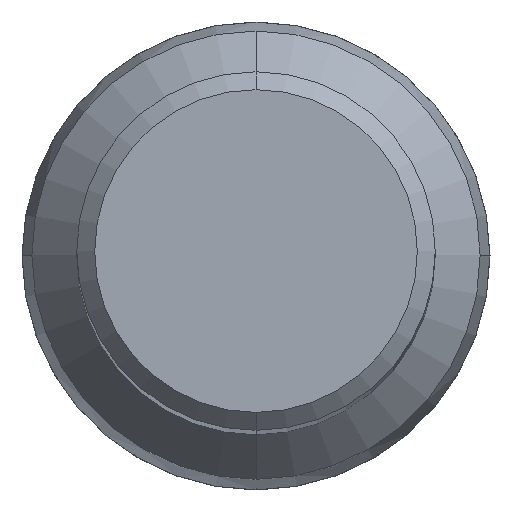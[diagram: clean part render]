
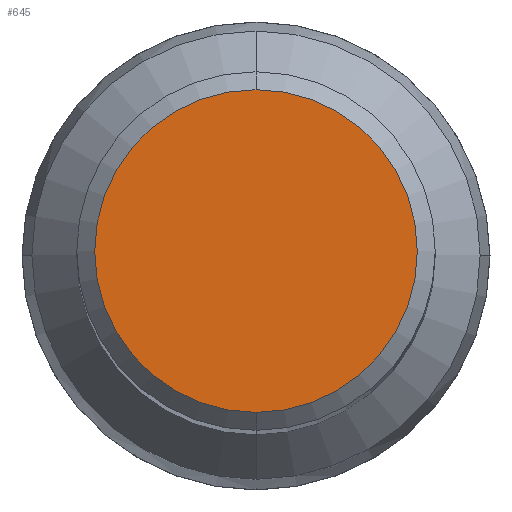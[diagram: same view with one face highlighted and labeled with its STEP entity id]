
A CAD part, top view. The second image highlights one B-rep face of the part: STEP entity #645.
In plain terms, the highlighted planar face has unit normal (0, 0, 1).
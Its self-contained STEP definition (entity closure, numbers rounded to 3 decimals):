
#281=VERTEX_POINT('',#779);
#427=VERTEX_POINT('',#936);
#645=ADVANCED_FACE('',(#1173),#1174,.T.);
#729=EDGE_CURVE('',#281,#427,#1269,.T.);
#739=EDGE_CURVE('',#427,#281,#1279,.T.);
#779=CARTESIAN_POINT('',(0.0,9.0,0.0));
#936=CARTESIAN_POINT('',(0.,-9.0,0.0));
#1173=FACE_OUTER_BOUND('',#2010,.T.);
#1174=PLANE('',#2011);
#1269=CIRCLE('',#2196,9.0);
#1279=CIRCLE('',#2211,9.0);
#2010=EDGE_LOOP('',(#2715,#2716));
#2011=AXIS2_PLACEMENT_3D('',#2717,#2718,#2719);
#2196=AXIS2_PLACEMENT_3D('',#2863,#2864,#2865);
#2211=AXIS2_PLACEMENT_3D('',#2868,#2869,#2870);
#2715=ORIENTED_EDGE('',*,*,#729,.F.);
#2716=ORIENTED_EDGE('',*,*,#739,.F.);
#2717=CARTESIAN_POINT('',(0.0,4.5,0.0));
#2718=DIRECTION('',(-0.0,0.0,1.0));
#2719=DIRECTION('',(0.0,-1.0,0.0));
#2863=CARTESIAN_POINT('',(0.0,0.0,0.0));
#2864=DIRECTION('',(0.0,0.0,-1.0));
#2865=DIRECTION('',(0.0,1.0,0.0));
#2868=CARTESIAN_POINT('',(0.0,0.0,0.0));
#2869=DIRECTION('',(0.0,0.0,-1.0));
#2870=DIRECTION('',(0.0,1.0,0.0));
